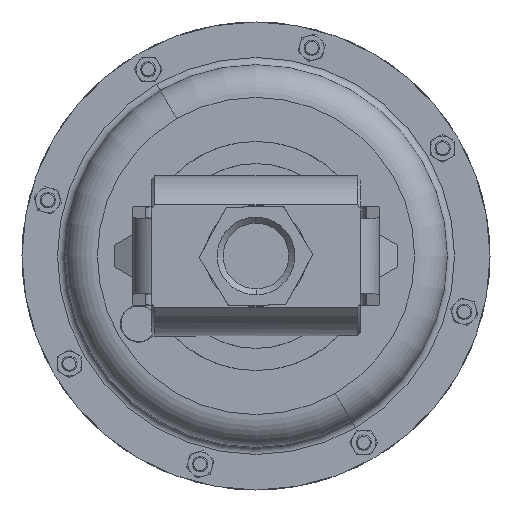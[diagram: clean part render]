
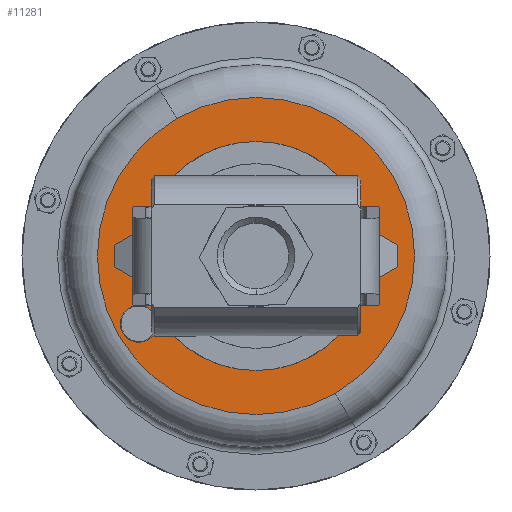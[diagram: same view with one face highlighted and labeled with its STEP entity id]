
A CAD part, front view. The second image highlights one B-rep face of the part: STEP entity #11281.
In plain terms, the highlighted planar face has unit normal (0, -1, 0).
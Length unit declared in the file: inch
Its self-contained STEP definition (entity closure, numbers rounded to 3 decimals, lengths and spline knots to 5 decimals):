
#50 = CARTESIAN_POINT ( 'NONE',  ( -2.38157, 7.997, -1.375 ) ) ;
#468 = CARTESIAN_POINT ( 'NONE',  ( 1.6095, 7.997, -2.78774 ) ) ;
#814 = ORIENTED_EDGE ( 'NONE', *, *, #2275, .T. ) ;
#866 = DIRECTION ( 'NONE',  ( 0., -1., 0. ) ) ;
#1176 = AXIS2_PLACEMENT_3D ( 'NONE', #50, #7995, #1218 ) ;
#1218 = DIRECTION ( 'NONE',  ( 0.387, 0., -0.922 ) ) ;
#1318 = ORIENTED_EDGE ( 'NONE', *, *, #2169, .T. ) ;
#2105 = FACE_BOUND ( 'NONE', #8873, .T. ) ;
#2169 = EDGE_CURVE ( 'NONE', #11368, #12375, #6394, .T. ) ;
#2275 = EDGE_CURVE ( 'NONE', #8719, #14326, #8657, .T. ) ;
#2375 = AXIS2_PLACEMENT_3D ( 'NONE', #13407, #6690, #14504 ) ;
#2738 = CIRCLE ( 'NONE', #13139, 3.219 ) ;
#2813 = CIRCLE ( 'NONE', #3812, 0.375 ) ;
#3279 = VERTEX_POINT ( 'NONE', #468 ) ;
#3341 = ORIENTED_EDGE ( 'NONE', *, *, #12956, .T. ) ;
#3457 = EDGE_CURVE ( 'NONE', #14326, #8719, #2813, .T. ) ;
#3551 = EDGE_LOOP ( 'NONE', ( #1318, #3341 ) ) ;
#3643 = AXIS2_PLACEMENT_3D ( 'NONE', #5675, #13533, #6829 ) ;
#3812 = AXIS2_PLACEMENT_3D ( 'NONE', #11042, #4323, #12200 ) ;
#4323 = DIRECTION ( 'NONE',  ( 0., 1., 0. ) ) ;
#5006 = EDGE_CURVE ( 'NONE', #3279, #5411, #12883, .T. ) ;
#5411 = VERTEX_POINT ( 'NONE', #5913 ) ;
#5675 = CARTESIAN_POINT ( 'NONE',  ( 0., 7.997, 0. ) ) ;
#5895 = CARTESIAN_POINT ( 'NONE',  ( 0., 7.997, 0. ) ) ;
#5913 = CARTESIAN_POINT ( 'NONE',  ( -1.6095, 7.997, 2.78774 ) ) ;
#6142 = AXIS2_PLACEMENT_3D ( 'NONE', #12108, #866, #8771 ) ;
#6394 = CIRCLE ( 'NONE', #9005, 2.325 ) ;
#6469 = CARTESIAN_POINT ( 'NONE',  ( 0., 7.997, 0. ) ) ;
#6690 = DIRECTION ( 'NONE',  ( 0., 1., 0. ) ) ;
#6829 = DIRECTION ( 'NONE',  ( 0., 0., -1. ) ) ;
#7051 = DIRECTION ( 'NONE',  ( 0.5, 0., -0.866 ) ) ;
#7609 = DIRECTION ( 'NONE',  ( 0., 0., -1. ) ) ;
#7995 = DIRECTION ( 'NONE',  ( 0., 1., 0. ) ) ;
#8028 = EDGE_LOOP ( 'NONE', ( #9555, #9231 ) ) ;
#8127 = FACE_BOUND ( 'NONE', #3551, .T. ) ;
#8227 = ORIENTED_EDGE ( 'NONE', *, *, #3457, .T. ) ;
#8657 = CIRCLE ( 'NONE', #1176, 0.375 ) ;
#8719 = VERTEX_POINT ( 'NONE', #11329 ) ;
#8771 = DIRECTION ( 'NONE',  ( -0.5, 0., 0.866 ) ) ;
#8873 = EDGE_LOOP ( 'NONE', ( #814, #8227 ) ) ;
#9005 = AXIS2_PLACEMENT_3D ( 'NONE', #6469, #14290, #7609 ) ;
#9231 = ORIENTED_EDGE ( 'NONE', *, *, #13721, .F. ) ;
#9555 = ORIENTED_EDGE ( 'NONE', *, *, #5006, .F. ) ;
#9933 = CARTESIAN_POINT ( 'NONE',  ( 0., 7.997, 2.325 ) ) ;
#10490 = CIRCLE ( 'NONE', #3643, 2.325 ) ;
#10543 = CARTESIAN_POINT ( 'NONE',  ( -2.52661, 7.997, -1.02918 ) ) ;
#10947 = PLANE ( 'NONE',  #6142 ) ;
#11042 = CARTESIAN_POINT ( 'NONE',  ( -2.38157, 7.997, -1.375 ) ) ;
#11065 = FACE_OUTER_BOUND ( 'NONE', #8028, .T. ) ;
#11281 = ADVANCED_FACE ( 'NONE', ( #8127, #11065, #2105 ), #10947, .T. ) ;
#11329 = CARTESIAN_POINT ( 'NONE',  ( -2.23653, 7.997, -1.72082 ) ) ;
#11368 = VERTEX_POINT ( 'NONE', #12256 ) ;
#12108 = CARTESIAN_POINT ( 'NONE',  ( -2.78774, 7.997, -1.6095 ) ) ;
#12200 = DIRECTION ( 'NONE',  ( 0.387, 0., -0.922 ) ) ;
#12256 = CARTESIAN_POINT ( 'NONE',  ( 0., 7.997, -2.325 ) ) ;
#12375 = VERTEX_POINT ( 'NONE', #9933 ) ;
#12883 = CIRCLE ( 'NONE', #2375, 3.219 ) ;
#12956 = EDGE_CURVE ( 'NONE', #12375, #11368, #10490, .T. ) ;
#13139 = AXIS2_PLACEMENT_3D ( 'NONE', #5895, #13754, #7051 ) ;
#13407 = CARTESIAN_POINT ( 'NONE',  ( 0., 7.997, 0. ) ) ;
#13533 = DIRECTION ( 'NONE',  ( 0., 1., 0. ) ) ;
#13721 = EDGE_CURVE ( 'NONE', #5411, #3279, #2738, .T. ) ;
#13754 = DIRECTION ( 'NONE',  ( 0., 1., 0. ) ) ;
#14290 = DIRECTION ( 'NONE',  ( 0., 1., 0. ) ) ;
#14326 = VERTEX_POINT ( 'NONE', #10543 ) ;
#14504 = DIRECTION ( 'NONE',  ( 0.5, 0., -0.866 ) ) ;
